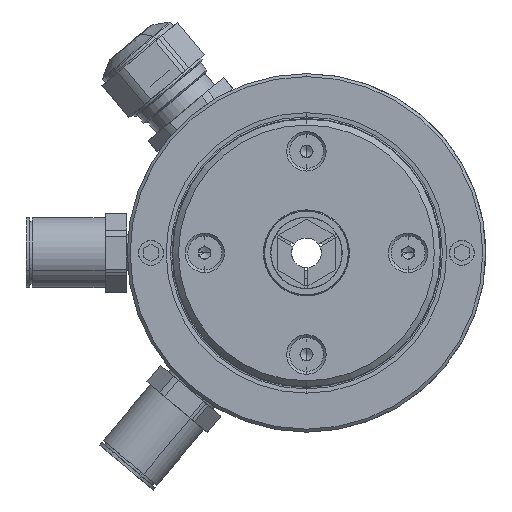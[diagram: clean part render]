
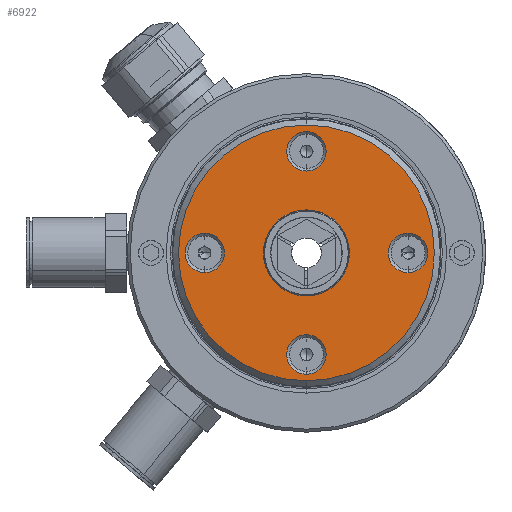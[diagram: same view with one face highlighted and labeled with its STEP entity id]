
A CAD part, left-side view. The second image highlights one B-rep face of the part: STEP entity #6922.
In plain terms, the highlighted planar face has unit normal (-1, 0, 0).
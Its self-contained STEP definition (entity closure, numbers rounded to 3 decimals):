
#6901 = VERTEX_POINT ( 'NONE', #12155 ) ;
#6920 = EDGE_CURVE ( 'NONE', #6988, #6901, #11942, .T. ) ;
#6921 = EDGE_CURVE ( 'NONE', #7070, #7109, #12136, .T. ) ;
#6922 = ADVANCED_FACE ( 'NONE', ( #11932, #11936, #11929, #12008, #12003, #12002 ), #12007, .F. ) ;
#6923 = ORIENTED_EDGE ( 'NONE', *, *, #6948, .F. ) ;
#6924 = EDGE_LOOP ( 'NONE', ( #6926, #7118 ) ) ;
#6925 = ORIENTED_EDGE ( 'NONE', *, *, #7163, .F. ) ;
#6926 = ORIENTED_EDGE ( 'NONE', *, *, #6921, .F. ) ;
#6927 = EDGE_LOOP ( 'NONE', ( #6925, #6928 ) ) ;
#6928 = ORIENTED_EDGE ( 'NONE', *, *, #7000, .F. ) ;
#6929 = EDGE_LOOP ( 'NONE', ( #6932, #7132 ) ) ;
#6931 = ORIENTED_EDGE ( 'NONE', *, *, #7027, .F. ) ;
#6932 = ORIENTED_EDGE ( 'NONE', *, *, #6920, .F. ) ;
#6948 = EDGE_CURVE ( 'NONE', #7021, #7025, #11994, .T. ) ;
#6968 = EDGE_CURVE ( 'NONE', #7068, #6970, #12043, .T. ) ;
#6970 = VERTEX_POINT ( 'NONE', #11980 ) ;
#6988 = VERTEX_POINT ( 'NONE', #12019 ) ;
#6989 = EDGE_CURVE ( 'NONE', #6901, #6988, #12024, .T. ) ;
#6997 = VERTEX_POINT ( 'NONE', #12100 ) ;
#7000 = EDGE_CURVE ( 'NONE', #7013, #6997, #12089, .T. ) ;
#7013 = VERTEX_POINT ( 'NONE', #12110 ) ;
#7021 = VERTEX_POINT ( 'NONE', #12322 ) ;
#7025 = VERTEX_POINT ( 'NONE', #12334 ) ;
#7027 = EDGE_CURVE ( 'NONE', #7025, #7021, #12320, .T. ) ;
#7050 = ORIENTED_EDGE ( 'NONE', *, *, #7121, .F. ) ;
#7052 = ORIENTED_EDGE ( 'NONE', *, *, #7140, .F. ) ;
#7053 = EDGE_LOOP ( 'NONE', ( #7052, #7050 ) ) ;
#7068 = VERTEX_POINT ( 'NONE', #12267 ) ;
#7070 = VERTEX_POINT ( 'NONE', #12261 ) ;
#7107 = EDGE_CURVE ( 'NONE', #7109, #7070, #12385, .T. ) ;
#7109 = VERTEX_POINT ( 'NONE', #12390 ) ;
#7116 = EDGE_CURVE ( 'NONE', #6970, #7068, #12372, .T. ) ;
#7118 = ORIENTED_EDGE ( 'NONE', *, *, #7107, .F. ) ;
#7120 = VERTEX_POINT ( 'NONE', #12194 ) ;
#7121 = EDGE_CURVE ( 'NONE', #7120, #7123, #12195, .T. ) ;
#7123 = VERTEX_POINT ( 'NONE', #12380 ) ;
#7132 = ORIENTED_EDGE ( 'NONE', *, *, #6989, .F. ) ;
#7140 = EDGE_CURVE ( 'NONE', #7123, #7120, #12222, .T. ) ;
#7163 = EDGE_CURVE ( 'NONE', #6997, #7013, #12293, .T. ) ;
#7164 = EDGE_LOOP ( 'NONE', ( #7169, #7173 ) ) ;
#7167 = EDGE_LOOP ( 'NONE', ( #6923, #6931 ) ) ;
#7169 = ORIENTED_EDGE ( 'NONE', *, *, #7116, .T. ) ;
#7173 = ORIENTED_EDGE ( 'NONE', *, *, #6968, .T. ) ;
#11923 = AXIS2_PLACEMENT_3D ( 'NONE', #11928, #11931, #11943 ) ;
#11924 = AXIS2_PLACEMENT_3D ( 'NONE', #12140, #12011, #12010 ) ;
#11928 = CARTESIAN_POINT ( 'NONE',  ( -64.566, 28.535, -3.168 ) ) ;
#11929 = FACE_BOUND ( 'NONE', #7167, .T. ) ;
#11931 = DIRECTION ( 'NONE',  ( 1., 0., 0. ) ) ;
#11932 = FACE_OUTER_BOUND ( 'NONE', #7164, .T. ) ;
#11936 = FACE_BOUND ( 'NONE', #6924, .T. ) ;
#11942 = CIRCLE ( 'NONE', #11924, 3.3 ) ;
#11943 = DIRECTION ( 'NONE',  ( 0., 0., -1. ) ) ;
#11946 = CARTESIAN_POINT ( 'NONE',  ( -64.566, 6.135, -20.168 ) ) ;
#11963 = DIRECTION ( 'NONE',  ( 0., 0., 1. ) ) ;
#11964 = DIRECTION ( 'NONE',  ( -1., 0., 0. ) ) ;
#11965 = CARTESIAN_POINT ( 'NONE',  ( -64.566, 23.135, -3.168 ) ) ;
#11968 = AXIS2_PLACEMENT_3D ( 'NONE', #11965, #11964, #11963 ) ;
#11980 = CARTESIAN_POINT ( 'NONE',  ( -64.566, 6.135, -24.568 ) ) ;
#11994 = CIRCLE ( 'NONE', #11968, 3.3 ) ;
#12002 = FACE_BOUND ( 'NONE', #7053, .T. ) ;
#12003 = FACE_BOUND ( 'NONE', #6929, .T. ) ;
#12004 = DIRECTION ( 'NONE',  ( 0., 0., 1. ) ) ;
#12005 = DIRECTION ( 'NONE',  ( -1., 0., 0. ) ) ;
#12007 = PLANE ( 'NONE',  #11923 ) ;
#12008 = FACE_BOUND ( 'NONE', #6927, .T. ) ;
#12009 = AXIS2_PLACEMENT_3D ( 'NONE', #11946, #12005, #12004 ) ;
#12010 = DIRECTION ( 'NONE',  ( 0., 0., 1. ) ) ;
#12011 = DIRECTION ( 'NONE',  ( -1., 0., 0. ) ) ;
#12019 = CARTESIAN_POINT ( 'NONE',  ( -64.566, -10.865, 0.132 ) ) ;
#12024 = CIRCLE ( 'NONE', #12105, 3.3 ) ;
#12043 = CIRCLE ( 'NONE', #12049, 21.4 ) ;
#12046 = DIRECTION ( 'NONE',  ( -1., 0., 0. ) ) ;
#12049 = AXIS2_PLACEMENT_3D ( 'NONE', #12052, #12046, #12057 ) ;
#12052 = CARTESIAN_POINT ( 'NONE',  ( -64.566, 6.135, -3.168 ) ) ;
#12057 = DIRECTION ( 'NONE',  ( 0., 0., -1. ) ) ;
#12059 = CARTESIAN_POINT ( 'NONE',  ( -64.566, -10.865, -3.168 ) ) ;
#12086 = DIRECTION ( 'NONE',  ( 0., 0., 1. ) ) ;
#12087 = DIRECTION ( 'NONE',  ( -1., 0., 0. ) ) ;
#12089 = CIRCLE ( 'NONE', #12101, 3.3 ) ;
#12099 = CARTESIAN_POINT ( 'NONE',  ( -64.566, 6.135, 13.832 ) ) ;
#12100 = CARTESIAN_POINT ( 'NONE',  ( -64.566, 6.135, 17.132 ) ) ;
#12101 = AXIS2_PLACEMENT_3D ( 'NONE', #12099, #12087, #12086 ) ;
#12103 = DIRECTION ( 'NONE',  ( 0., 0., 1. ) ) ;
#12104 = DIRECTION ( 'NONE',  ( -1., 0., 0. ) ) ;
#12105 = AXIS2_PLACEMENT_3D ( 'NONE', #12059, #12104, #12103 ) ;
#12110 = CARTESIAN_POINT ( 'NONE',  ( -64.566, 6.135, 10.532 ) ) ;
#12136 = CIRCLE ( 'NONE', #12009, 3.3 ) ;
#12140 = CARTESIAN_POINT ( 'NONE',  ( -64.566, -10.865, -3.168 ) ) ;
#12155 = CARTESIAN_POINT ( 'NONE',  ( -64.566, -10.865, -6.468 ) ) ;
#12189 = CARTESIAN_POINT ( 'NONE',  ( -64.566, 6.135, -3.168 ) ) ;
#12194 = CARTESIAN_POINT ( 'NONE',  ( -64.566, 6.135, -10.368 ) ) ;
#12195 = CIRCLE ( 'NONE', #12250, 7.2 ) ;
#12201 = DIRECTION ( 'NONE',  ( 0., 0., 1. ) ) ;
#12202 = DIRECTION ( 'NONE',  ( -1., 0., 0. ) ) ;
#12203 = AXIS2_PLACEMENT_3D ( 'NONE', #12219, #12202, #12201 ) ;
#12219 = CARTESIAN_POINT ( 'NONE',  ( -64.566, 6.135, -3.168 ) ) ;
#12222 = CIRCLE ( 'NONE', #12203, 7.2 ) ;
#12248 = DIRECTION ( 'NONE',  ( 0., 0., 1. ) ) ;
#12249 = DIRECTION ( 'NONE',  ( -1., 0., 0. ) ) ;
#12250 = AXIS2_PLACEMENT_3D ( 'NONE', #12189, #12249, #12248 ) ;
#12261 = CARTESIAN_POINT ( 'NONE',  ( -64.566, 6.135, -16.868 ) ) ;
#12267 = CARTESIAN_POINT ( 'NONE',  ( -64.566, 6.135, 18.232 ) ) ;
#12286 = DIRECTION ( 'NONE',  ( 0., 0., 1. ) ) ;
#12287 = AXIS2_PLACEMENT_3D ( 'NONE', #12292, #12304, #12286 ) ;
#12292 = CARTESIAN_POINT ( 'NONE',  ( -64.566, 6.135, 13.832 ) ) ;
#12293 = CIRCLE ( 'NONE', #12287, 3.3 ) ;
#12304 = DIRECTION ( 'NONE',  ( -1., 0., 0. ) ) ;
#12314 = DIRECTION ( 'NONE',  ( 0., 0., 1. ) ) ;
#12315 = DIRECTION ( 'NONE',  ( -1., 0., 0. ) ) ;
#12316 = CARTESIAN_POINT ( 'NONE',  ( -64.566, 23.135, -3.168 ) ) ;
#12317 = AXIS2_PLACEMENT_3D ( 'NONE', #12316, #12315, #12314 ) ;
#12320 = CIRCLE ( 'NONE', #12317, 3.3 ) ;
#12322 = CARTESIAN_POINT ( 'NONE',  ( -64.566, 23.135, 0.132 ) ) ;
#12334 = CARTESIAN_POINT ( 'NONE',  ( -64.566, 23.135, -6.468 ) ) ;
#12368 = DIRECTION ( 'NONE',  ( 0., 0., -1. ) ) ;
#12369 = DIRECTION ( 'NONE',  ( -1., 0., 0. ) ) ;
#12370 = CARTESIAN_POINT ( 'NONE',  ( -64.566, 6.135, -3.168 ) ) ;
#12371 = AXIS2_PLACEMENT_3D ( 'NONE', #12370, #12369, #12368 ) ;
#12372 = CIRCLE ( 'NONE', #12371, 21.4 ) ;
#12380 = CARTESIAN_POINT ( 'NONE',  ( -64.566, 6.135, 4.032 ) ) ;
#12382 = DIRECTION ( 'NONE',  ( 0., 0., 1. ) ) ;
#12383 = DIRECTION ( 'NONE',  ( -1., 0., 0. ) ) ;
#12384 = AXIS2_PLACEMENT_3D ( 'NONE', #12388, #12383, #12382 ) ;
#12385 = CIRCLE ( 'NONE', #12384, 3.3 ) ;
#12388 = CARTESIAN_POINT ( 'NONE',  ( -64.566, 6.135, -20.168 ) ) ;
#12390 = CARTESIAN_POINT ( 'NONE',  ( -64.566, 6.135, -23.468 ) ) ;
